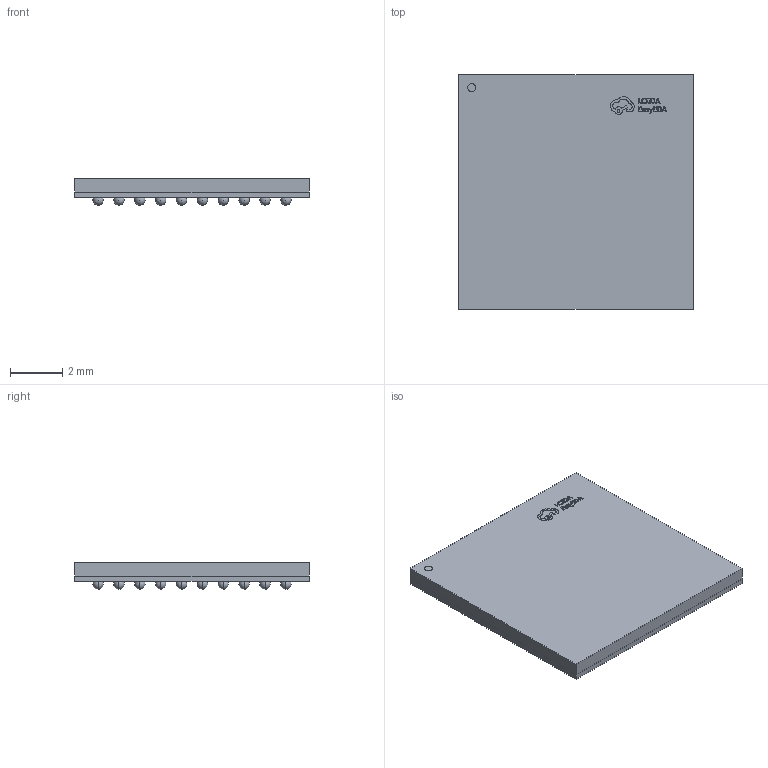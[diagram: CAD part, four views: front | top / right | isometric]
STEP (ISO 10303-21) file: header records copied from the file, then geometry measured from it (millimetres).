
FILE_DESCRIPTION (( 'STEP AP214' ), '1' );
FILE_NAME ('TFBGA-100_L9.0-W9.0-H1.0-R10-C10-P0.80-TL.step', '2022-06-22T15:21:05', ( '' ), ( '' ), 'SwSTEP 2.0', 'SolidWorks 2020', '' );
FILE_SCHEMA (( 'AUTOMOTIVE_DESIGN' ));
Length unit declared in the file: millimetre
Products named in the file (1): TFBGA-100_L9.0-W9.0-H1.0-R10-C10-P0.80-TL
Bounding box: 9 x 9 x 1.02 mm (x, y, z)
Volume: 60.3 mm3; surface area: 378.1 mm2
Topology: 2 solids, 2 shells, 498 faces, 1701 edges, 1134 vertices
Faces by surface type: sphere 200, plane 184, bspline 112, cylinder 2
Entity records: 20935 total; most frequent: CARTESIAN_POINT 4638, ORIENTED_EDGE 2402, DIRECTION 2151, EDGE_CURVE 1201, VERTEX_POINT 834, AXIS2_PLACEMENT_3D 791, EDGE_LOOP 625, VECTOR 569
